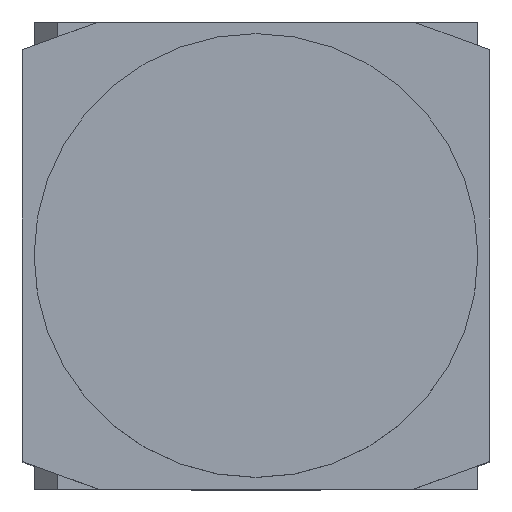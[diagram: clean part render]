
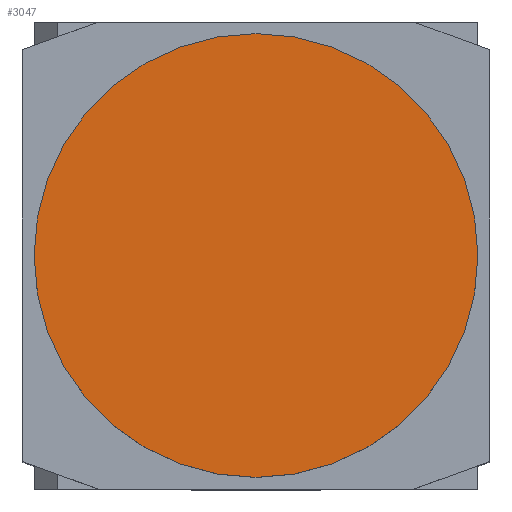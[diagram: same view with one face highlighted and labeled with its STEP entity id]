
A CAD part, top view. The second image highlights one B-rep face of the part: STEP entity #3047.
In plain terms, the highlighted planar face has unit normal (0, 0, 1).
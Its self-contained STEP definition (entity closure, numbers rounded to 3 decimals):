
#1387=CARTESIAN_POINT('',(-19.0,0.,38.0));
#1388=VERTEX_POINT('',#1387);
#1404=CARTESIAN_POINT('',(19.0,0.,38.0));
#1405=VERTEX_POINT('',#1404);
#1412=CARTESIAN_POINT('',(0.0,0.0,38.0));
#1413=DIRECTION('',(0.0,0.0,-1.0));
#1414=DIRECTION('',(-1.0,0.0,0.0));
#1415=AXIS2_PLACEMENT_3D('',#1412,#1413,#1414);
#1416=CIRCLE('',#1415,19.0);
#1417=EDGE_CURVE('',#1405,#1388,#1416,.T.);
#3032=CARTESIAN_POINT('',(0.0,0.0,38.0));
#3033=DIRECTION('',(0.0,0.0,-1.0));
#3034=DIRECTION('',(-1.0,0.0,0.0));
#3035=AXIS2_PLACEMENT_3D('',#3032,#3033,#3034);
#3036=PLANE('',#3035);
#3037=ORIENTED_EDGE('',*,*,#1417,.F.);
#3038=CARTESIAN_POINT('',(0.0,0.0,38.0));
#3039=DIRECTION('',(0.0,0.0,-1.0));
#3040=DIRECTION('',(-1.0,0.0,0.0));
#3041=AXIS2_PLACEMENT_3D('',#3038,#3039,#3040);
#3042=CIRCLE('',#3041,19.0);
#3043=EDGE_CURVE('',#1388,#1405,#3042,.T.);
#3044=ORIENTED_EDGE('',*,*,#3043,.F.);
#3045=EDGE_LOOP('',(#3037,#3044));
#3046=FACE_OUTER_BOUND('',#3045,.T.);
#3047=ADVANCED_FACE('',(#3046),#3036,.F.);
